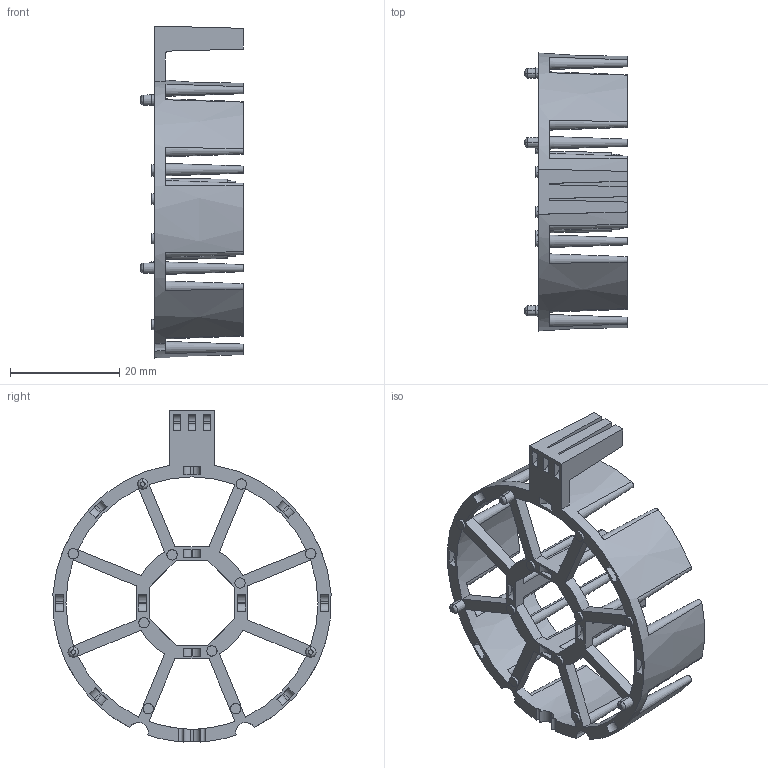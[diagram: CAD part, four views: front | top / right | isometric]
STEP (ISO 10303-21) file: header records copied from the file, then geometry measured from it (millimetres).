
FILE_DESCRIPTION((''),'2;1');
FILE_NAME('P_GUIDE-ONDE','2011-02-25T',('Michael'),('EPFL'),'PRO/ENGINEER BY PARAMETRIC TECHNOLOGY CORPORATION, 2008490','PRO/ENGINEER BY PARAMETRIC TECHNOLOGY CORPORATION, 2008490','');
FILE_SCHEMA(('AUTOMOTIVE_DESIGN_CC2 { 1 2 10303 214 -1 1 5 2 }'));
Length unit declared in the file: millimetre
Products named in the file (1): P_GUIDE-ONDE
Bounding box: 18.7 x 50.82 x 60.67 mm (x, y, z)
Volume: 5207.6 mm3; surface area: 7616.4 mm2
Topology: 1 solids, 1 shells, 245 faces, 651 edges, 432 vertices
Faces by surface type: plane 110, cone 94, cylinder 35, bspline 6
Entity records: 10070 total; most frequent: CARTESIAN_POINT 1850, DIRECTION 1327, ORIENTED_EDGE 1302, PRESENTATION_STYLE_ASSIGNMENT 652, STYLED_ITEM 652, CURVE_STYLE 651, EDGE_CURVE 651, AXIS2_PLACEMENT_3D 509
